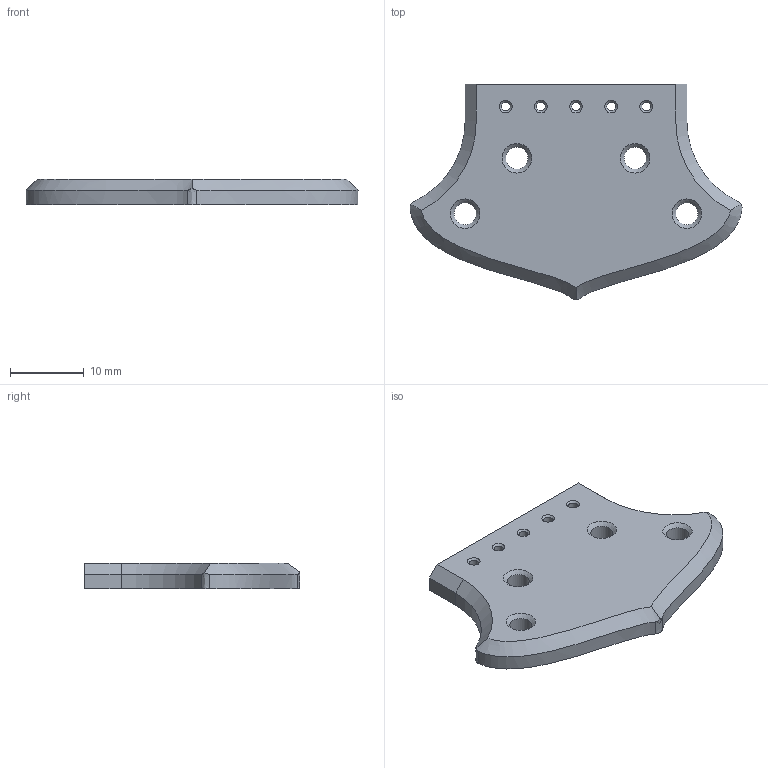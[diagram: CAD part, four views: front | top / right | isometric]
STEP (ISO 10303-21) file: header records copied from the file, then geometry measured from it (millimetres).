
FILE_DESCRIPTION(/* description */ (''),/* implementation_level */ '2;1');
FILE_NAME(/* name */ 'Plaque inférieure.stp',/* time_stamp */ '2019-07-15T17:44:19+02:00',/* author */ ('Aeris'),/* organization */ (''),/* preprocessor_version */ 'ST-DEVELOPER v17',/* originating_system */ 'Autodesk Inventor 2019',/* authorisation */ '');
FILE_SCHEMA (('AUTOMOTIVE_DESIGN { 1 0 10303 214 3 1 1 }'));
Length unit declared in the file: millimetre
Products named in the file (1): Fermoir - Plaque
Bounding box: 44.92 x 29.13 x 3.5 mm (x, y, z)
Volume: 2995 mm3; surface area: 2305.9 mm2
Topology: 1 solids, 1 shells, 36 faces, 100 edges, 66 vertices
Faces by surface type: cone 11, cylinder 11, bspline 7, plane 7
Full cylindrical faces by diameter (mm): 1.221 x5, 3 x4
Entity records: 1505 total; most frequent: CARTESIAN_POINT 525, ORIENTED_EDGE 200, DIRECTION 178, EDGE_CURVE 100, AXIS2_PLACEMENT_3D 72, VERTEX_POINT 66, EDGE_LOOP 54, CIRCLE 42
